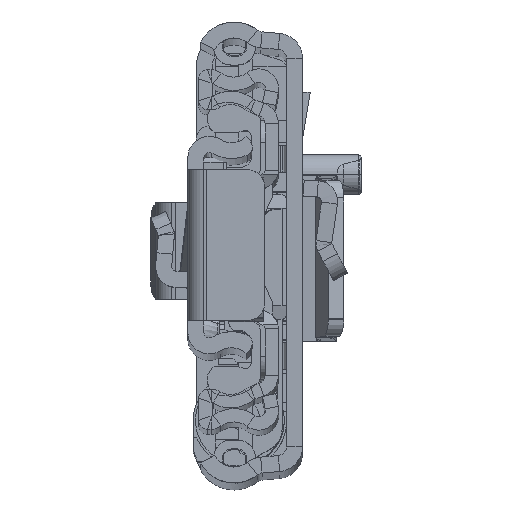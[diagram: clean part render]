
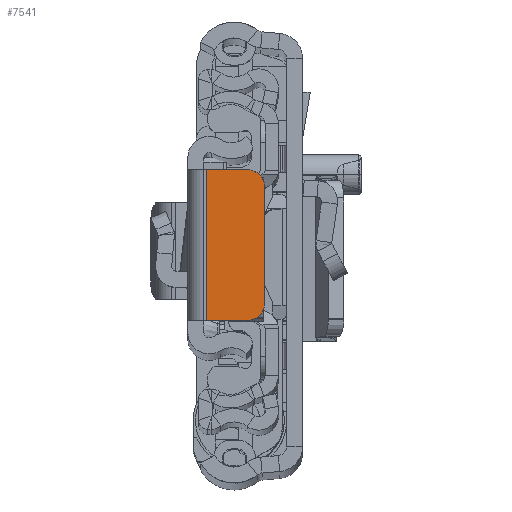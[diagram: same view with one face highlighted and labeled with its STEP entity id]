
A CAD part, top view. The second image highlights one B-rep face of the part: STEP entity #7541.
In plain terms, the highlighted planar face has unit normal (0, 0, 1).
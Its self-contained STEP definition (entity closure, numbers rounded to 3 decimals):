
#914 = EDGE_LOOP ( 'NONE', ( #38074, #15766, #29245, #28435, #3996, #17685 ) ) ;
#1861 = VECTOR ( 'NONE', #30257, 1000. ) ;
#2772 = VERTEX_POINT ( 'NONE', #32581 ) ;
#3996 = ORIENTED_EDGE ( 'NONE', *, *, #13601, .T. ) ;
#4287 = LINE ( 'NONE', #17584, #1861 ) ;
#4697 = DIRECTION ( 'NONE',  ( -1., 0., 0. ) ) ;
#5334 = CARTESIAN_POINT ( 'NONE',  ( 0., 0., 0. ) ) ;
#7263 = DIRECTION ( 'NONE',  ( 0., 0., 1. ) ) ;
#7525 = VERTEX_POINT ( 'NONE', #31098 ) ;
#7541 = ADVANCED_FACE ( 'NONE', ( #37673 ), #19062, .F. ) ;
#8994 = DIRECTION ( 'NONE',  ( -1., 0., 0. ) ) ;
#9507 = VECTOR ( 'NONE', #9786, 1000. ) ;
#9566 = CARTESIAN_POINT ( 'NONE',  ( -8.65, -6.5, 0. ) ) ;
#9723 = VERTEX_POINT ( 'NONE', #28258 ) ;
#9729 = VERTEX_POINT ( 'NONE', #30787 ) ;
#9786 = DIRECTION ( 'NONE',  ( 1., 0., 0. ) ) ;
#11013 = DIRECTION ( 'NONE',  ( 0., -1., 0. ) ) ;
#12608 = AXIS2_PLACEMENT_3D ( 'NONE', #36840, #7263, #4697 ) ;
#13601 = EDGE_CURVE ( 'NONE', #2772, #39696, #41753, .T. ) ;
#15452 = DIRECTION ( 'NONE',  ( 0., 0., -1. ) ) ;
#15766 = ORIENTED_EDGE ( 'NONE', *, *, #19923, .T. ) ;
#15832 = VECTOR ( 'NONE', #8994, 1000. ) ;
#16108 = AXIS2_PLACEMENT_3D ( 'NONE', #39045, #36279, #39679 ) ;
#17584 = CARTESIAN_POINT ( 'NONE',  ( -8.65, 0., 0. ) ) ;
#17685 = ORIENTED_EDGE ( 'NONE', *, *, #35685, .T. ) ;
#19062 = PLANE ( 'NONE',  #39785 ) ;
#19923 = EDGE_CURVE ( 'NONE', #28671, #9729, #21535, .T. ) ;
#21463 = CARTESIAN_POINT ( 'NONE',  ( 0., 8.5, 0. ) ) ;
#21535 = CIRCLE ( 'NONE', #16108, 2. ) ;
#22669 = LINE ( 'NONE', #38515, #9507 ) ;
#26103 = EDGE_CURVE ( 'NONE', #9723, #28671, #4287, .T. ) ;
#26356 = EDGE_CURVE ( 'NONE', #9729, #7525, #22669, .T. ) ;
#26504 = EDGE_CURVE ( 'NONE', #2772, #7525, #39997, .T. ) ;
#28258 = CARTESIAN_POINT ( 'NONE',  ( -8.65, 6.5, 0. ) ) ;
#28435 = ORIENTED_EDGE ( 'NONE', *, *, #26504, .F. ) ;
#28671 = VERTEX_POINT ( 'NONE', #9566 ) ;
#29245 = ORIENTED_EDGE ( 'NONE', *, *, #26356, .T. ) ;
#29471 = CARTESIAN_POINT ( 'NONE',  ( -6.65, 8.5, 0. ) ) ;
#29598 = CARTESIAN_POINT ( 'NONE',  ( -2.05, -8.5, 0. ) ) ;
#30257 = DIRECTION ( 'NONE',  ( 0., -1., 0. ) ) ;
#30787 = CARTESIAN_POINT ( 'NONE',  ( -6.65, -8.5, 0. ) ) ;
#31098 = CARTESIAN_POINT ( 'NONE',  ( -2.05, -8.5, 0. ) ) ;
#32581 = CARTESIAN_POINT ( 'NONE',  ( -2.05, 8.5, 0. ) ) ;
#33507 = CIRCLE ( 'NONE', #12608, 2. ) ;
#35685 = EDGE_CURVE ( 'NONE', #39696, #9723, #33507, .T. ) ;
#36279 = DIRECTION ( 'NONE',  ( 0., 0., 1. ) ) ;
#36840 = CARTESIAN_POINT ( 'NONE',  ( -6.65, 6.5, 0. ) ) ;
#37047 = VECTOR ( 'NONE', #11013, 1000. ) ;
#37673 = FACE_OUTER_BOUND ( 'NONE', #914, .T. ) ;
#38074 = ORIENTED_EDGE ( 'NONE', *, *, #26103, .T. ) ;
#38302 = DIRECTION ( 'NONE',  ( -1., 0., 0. ) ) ;
#38515 = CARTESIAN_POINT ( 'NONE',  ( 0., -8.5, 0. ) ) ;
#39045 = CARTESIAN_POINT ( 'NONE',  ( -6.65, -6.5, 0. ) ) ;
#39679 = DIRECTION ( 'NONE',  ( -1., 0., 0. ) ) ;
#39696 = VERTEX_POINT ( 'NONE', #29471 ) ;
#39785 = AXIS2_PLACEMENT_3D ( 'NONE', #5334, #15452, #38302 ) ;
#39997 = LINE ( 'NONE', #29598, #37047 ) ;
#41753 = LINE ( 'NONE', #21463, #15832 ) ;
